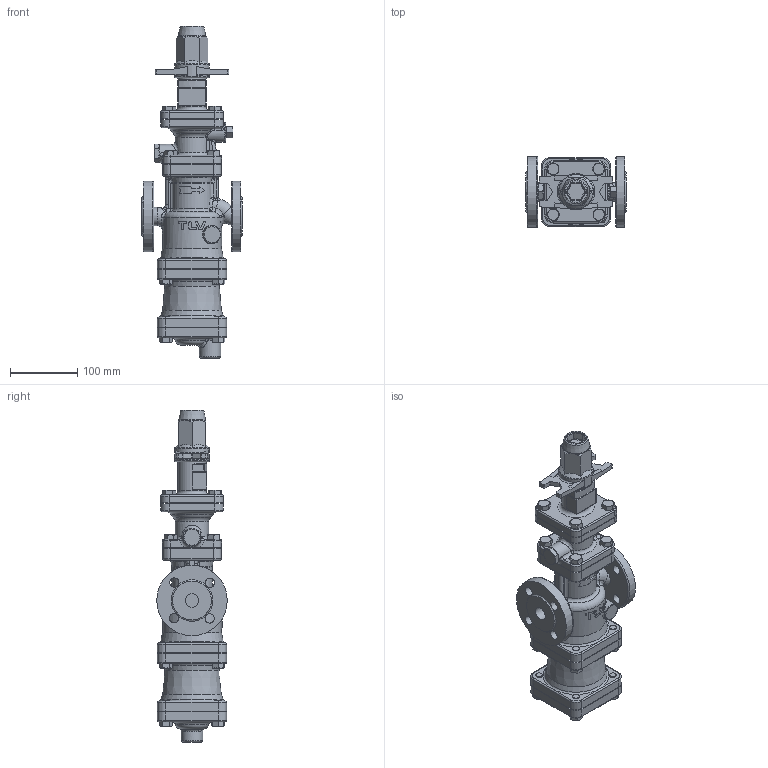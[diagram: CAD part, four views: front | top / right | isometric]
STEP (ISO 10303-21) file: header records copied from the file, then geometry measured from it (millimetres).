
FILE_DESCRIPTION(/* description */ (''),/* implementation_level */ '2;1');
FILE_NAME(/* name */ 'cos3x-020-e0040-00.stp',/* time_stamp */ '2017-11-10T08:44:45+09:00',/* author */ ('nakaot'),/* organization */ ('株式会社テイエルブイ'),/* preprocessor_version */ 'ST-DEVELOPER v15.6',/* originating_system */ 'Autodesk Inventor 2015',/* authorisation */ '');
FILE_SCHEMA (('CONFIG_CONTROL_DESIGN'));
Length unit declared in the file: millimetre
Products named in the file (1): cos3x-020-e0040-00
Bounding box: 150 x 105 x 495 mm (x, y, z)
Volume: 2664491.9 mm3; surface area: 281867.5 mm2
Topology: 1 solids, 1 shells, 826 faces, 1996 edges, 1200 vertices
Faces by surface type: plane 312, cylinder 222, bspline 136, torus 88, cone 46, sphere 22
Full cylindrical faces by diameter (mm): 10 x28, 12 x16, 14 x8, 17.475 x1, 20 x2, 26 x1, 27 x1, 32 x1, 42 x1, 52 x1, 60 x1, 70 x1, 80 x1, 88 x1, 90 x1, 105 x2
Entity records: 36657 total; most frequent: CARTESIAN_POINT 19143, ORIENTED_EDGE 3614, DIRECTION 3429, EDGE_CURVE 1807, AXIS2_PLACEMENT_3D 1378, VERTEX_POINT 1164, EDGE_LOOP 1053, FACE_OUTER_BOUND 825
